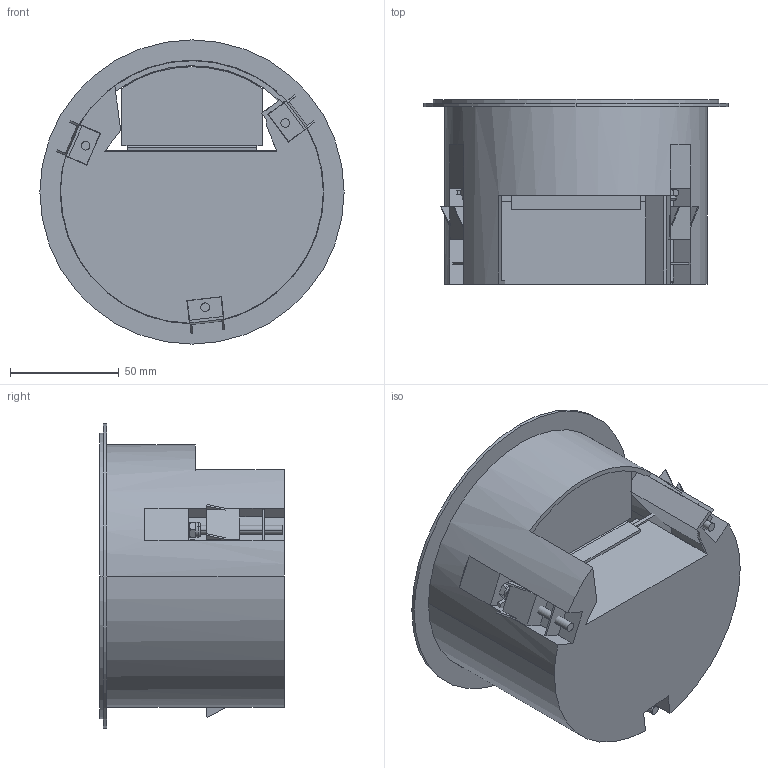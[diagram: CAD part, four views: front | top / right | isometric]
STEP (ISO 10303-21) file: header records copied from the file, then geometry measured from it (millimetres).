
FILE_DESCRIPTION (( 'STEP AP214' ), '1' );
FILE_NAME ('7408834_KSTP1.stp', '2017-03-01T13:19:42', ( '' ), ( '' ), 'SwSTEP 2.0', 'SolidWorks 2016', '' );
FILE_SCHEMA (( 'AUTOMOTIVE_DESIGN' ));
Length unit declared in the file: millimetre
Products named in the file (17): 044159_Standard; 088046_39406981; 7408834_KSTP1; 39406352_Standard; 102900_Standard; 102900T1_Standard; 088884_Standard; 044181_Standard; 077655_Standard; 093900_Standard; 071463_Standard; 044679_Standard; 044033; 044037; 43620A_Standard; 088062_Standard; 42760L_Standard
Assembly tree (25 placements, depth 5):
  7408834_KSTP1
    088046_39406981
    044159_Standard  x3
    42760L_Standard  x3
    088062_Standard
    43620A_Standard
    044181_Standard
      044037
      077655_Standard
        044033
        044679_Standard  x2
        093900_Standard  x2
          071463_Standard
    088884_Standard
    102900_Standard
      102900T1_Standard
    39406352_Standard  x3
Bounding box: 139.6 x 84.7 x 139.6 mm (x, y, z)
Volume: 161797.7 mm3; surface area: 164954.8 mm2
Topology: 22 solids, 22 shells, 1420 faces, 3707 edges, 2371 vertices
Faces by surface type: plane 868, cylinder 196, bspline 194, cone 142, torus 20
Entity records: 41770 total; most frequent: CARTESIAN_POINT 15152, ORIENTED_EDGE 5302, DIRECTION 4616, EDGE_CURVE 2651, LINE 1796, VECTOR 1796, VERTEX_POINT 1699, AXIS2_PLACEMENT_3D 1410
